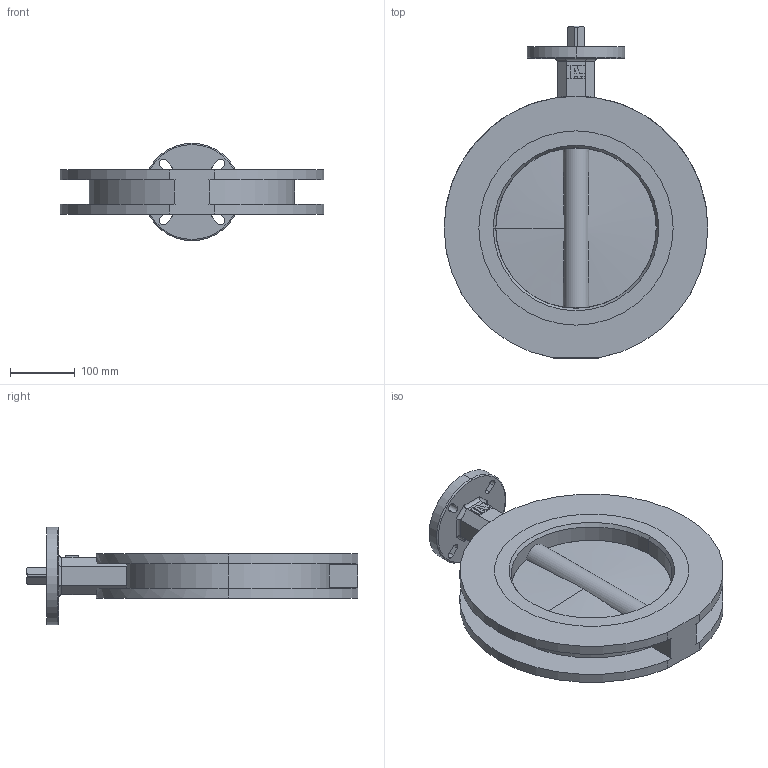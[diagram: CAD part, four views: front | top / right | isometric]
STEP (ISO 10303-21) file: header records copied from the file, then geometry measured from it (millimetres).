
FILE_DESCRIPTION (( 'STEP AP214' ), '1' );
FILE_NAME ('D40250.__.step', '2013-07-30T15:14:39', ( 'mbuehlmann' ), ( '' ), 'SwSTEP 2.0', 'SolidWorks 2012', '' );
FILE_SCHEMA (( 'AUTOMOTIVE_DESIGN' ));
Length unit declared in the file: millimetre
Products named in the file (6): ia-Logo20; ia-4kt_ia-4kt250; ia-Dichtungbasic_Dichtung250; ia-scheibe250_ia-scheibe250; BO.D40250.__; D40250.__
Assembly tree (5 placements, depth 2):
  D40250.__
    BO.D40250.__
    ia-scheibe250_ia-scheibe250
    ia-Dichtungbasic_Dichtung250
    ia-4kt_ia-4kt250
    ia-Logo20
Bounding box: 406 x 511 x 150 mm (x, y, z)
Volume: 4826510.1 mm3; surface area: 698197.1 mm2
Topology: 5 solids, 5 shells, 142 faces, 370 edges, 238 vertices
Faces by surface type: plane 66, cylinder 46, cone 16, torus 12, sphere 2
Entity records: 4812 total; most frequent: CARTESIAN_POINT 1090, DIRECTION 736, ORIENTED_EDGE 734, EDGE_CURVE 367, AXIS2_PLACEMENT_3D 269, VERTEX_POINT 237, LINE 198, VECTOR 198
